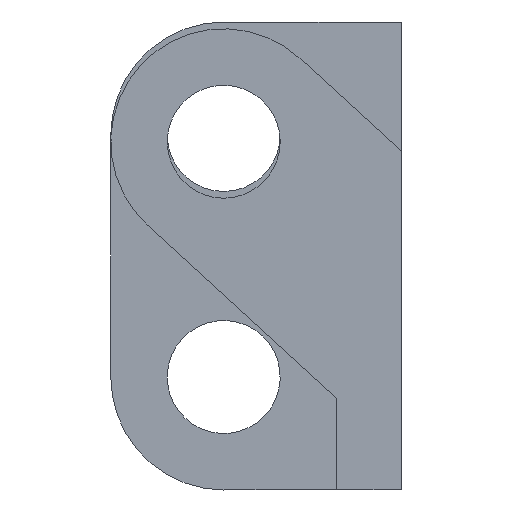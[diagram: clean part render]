
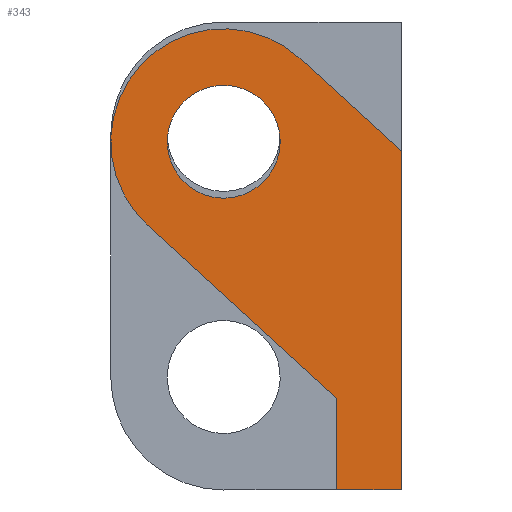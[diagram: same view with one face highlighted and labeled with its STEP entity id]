
A CAD part, left-side view. The second image highlights one B-rep face of the part: STEP entity #343.
In plain terms, the highlighted planar face has unit normal (-1, 0, 0).
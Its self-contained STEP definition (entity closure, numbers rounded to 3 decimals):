
#16=FACE_BOUND('',#61,.T.);
#27=PLANE('',#379);
#41=FACE_OUTER_BOUND('',#60,.T.);
#60=EDGE_LOOP('',(#274,#275,#276,#277,#278,#279));
#61=EDGE_LOOP('',(#280));
#78=LINE('',#512,#113);
#81=LINE('',#518,#116);
#89=LINE('',#533,#124);
#93=LINE('',#542,#128);
#97=LINE('',#549,#132);
#113=VECTOR('',#416,10.);
#116=VECTOR('',#421,10.);
#124=VECTOR('',#433,10.);
#128=VECTOR('',#441,10.);
#132=VECTOR('',#447,10.);
#146=CIRCLE('',#369,1.75);
#147=CIRCLE('',#371,3.5);
#158=VERTEX_POINT('',#498);
#159=VERTEX_POINT('',#502);
#160=VERTEX_POINT('',#503);
#163=VERTEX_POINT('',#511);
#165=VERTEX_POINT('',#517);
#170=VERTEX_POINT('',#531);
#173=VERTEX_POINT('',#541);
#190=EDGE_CURVE('',#158,#158,#146,.T.);
#191=EDGE_CURVE('',#159,#160,#147,.T.);
#195=EDGE_CURVE('',#160,#163,#78,.T.);
#198=EDGE_CURVE('',#165,#159,#81,.T.);
#206=EDGE_CURVE('',#163,#170,#89,.T.);
#210=EDGE_CURVE('',#173,#165,#93,.T.);
#214=EDGE_CURVE('',#170,#173,#97,.T.);
#274=ORIENTED_EDGE('',*,*,#206,.T.);
#275=ORIENTED_EDGE('',*,*,#214,.T.);
#276=ORIENTED_EDGE('',*,*,#210,.T.);
#277=ORIENTED_EDGE('',*,*,#198,.T.);
#278=ORIENTED_EDGE('',*,*,#191,.T.);
#279=ORIENTED_EDGE('',*,*,#195,.T.);
#280=ORIENTED_EDGE('',*,*,#190,.T.);
#343=ADVANCED_FACE('',(#41,#16),#27,.T.);
#369=AXIS2_PLACEMENT_3D('',#500,#404,#405);
#371=AXIS2_PLACEMENT_3D('',#504,#408,#409);
#379=AXIS2_PLACEMENT_3D('',#548,#445,#446);
#404=DIRECTION('center_axis',(1.,0.,0.));
#405=DIRECTION('ref_axis',(0.,-1.,0.));
#408=DIRECTION('center_axis',(-1.,0.,0.));
#409=DIRECTION('ref_axis',(0.,-0.25,-0.968));
#416=DIRECTION('',(0.,-0.738,-0.675));
#421=DIRECTION('',(0.,0.738,0.675));
#433=DIRECTION('',(0.,0.,-1.));
#441=DIRECTION('',(0.,0.,1.));
#445=DIRECTION('center_axis',(-1.,0.,0.));
#446=DIRECTION('ref_axis',(0.,0.,1.));
#447=DIRECTION('',(0.,-1.,0.));
#498=CARTESIAN_POINT('',(-12.75,-60.75,13.79));
#500=CARTESIAN_POINT('Origin',(-12.75,-62.5,13.79));
#502=CARTESIAN_POINT('',(-12.75,-64.864,16.372));
#503=CARTESIAN_POINT('',(-12.75,-60.136,11.209));
#504=CARTESIAN_POINT('Origin',(-12.75,-62.5,13.79));
#511=CARTESIAN_POINT('',(-12.75,-66.,5.84));
#512=CARTESIAN_POINT('',(-12.75,-60.136,11.209));
#517=CARTESIAN_POINT('',(-12.75,-68.,13.5));
#518=CARTESIAN_POINT('',(-12.75,-68.,13.5));
#531=CARTESIAN_POINT('',(-12.75,-66.,3.));
#533=CARTESIAN_POINT('',(-12.75,-66.,17.5));
#541=CARTESIAN_POINT('',(-12.75,-68.,3.));
#542=CARTESIAN_POINT('',(-12.75,-68.,3.));
#548=CARTESIAN_POINT('Origin',(-12.75,-67.,10.25));
#549=CARTESIAN_POINT('',(-12.75,-62.5,3.));
